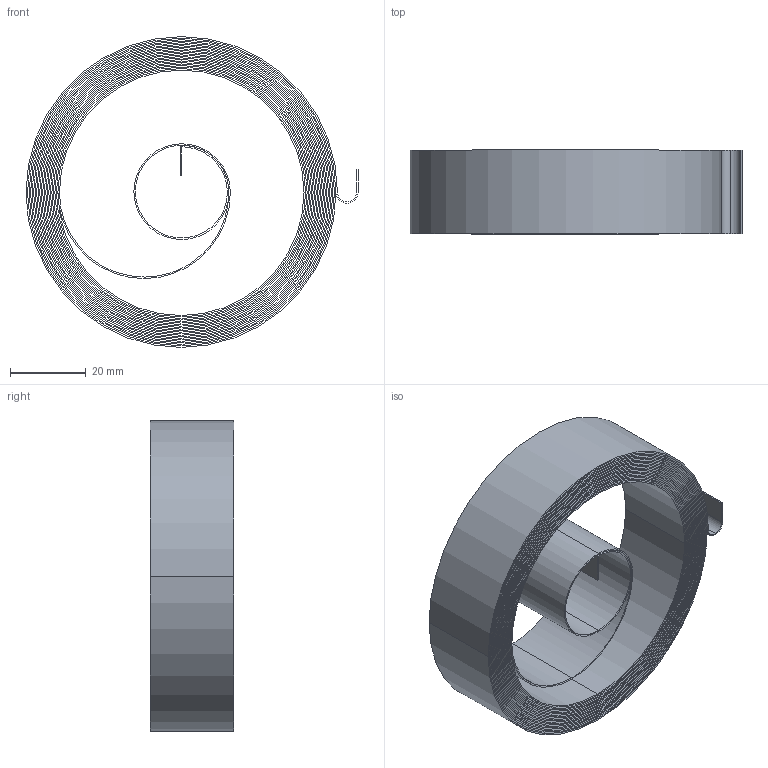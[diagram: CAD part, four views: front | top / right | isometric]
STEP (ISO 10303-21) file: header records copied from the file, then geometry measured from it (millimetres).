
FILE_DESCRIPTION (( 'STEP AP214' ), '1' );
FILE_NAME ('CS4022510.STEP', '2020-03-13T07:04:14', ( '' ), ( '' ), 'SwSTEP 2.0', 'SolidWorks 2020', '' );
FILE_SCHEMA (( 'AUTOMOTIVE_DESIGN' ));
Length unit declared in the file: millimetre
Products named in the file (1): CS4022510
Bounding box: 87.4 x 22 x 81.8 mm (x, y, z)
Volume: 45160.7 mm3; surface area: 230039.5 mm2
Topology: 1 solids, 1 shells, 150 faces, 444 edges, 296 vertices
Faces by surface type: cylinder 142, plane 8
Entity records: 5226 total; most frequent: DIRECTION 1030, CARTESIAN_POINT 891, ORIENTED_EDGE 888, EDGE_CURVE 444, AXIS2_PLACEMENT_3D 435, VERTEX_POINT 296, CIRCLE 284, LINE 160
